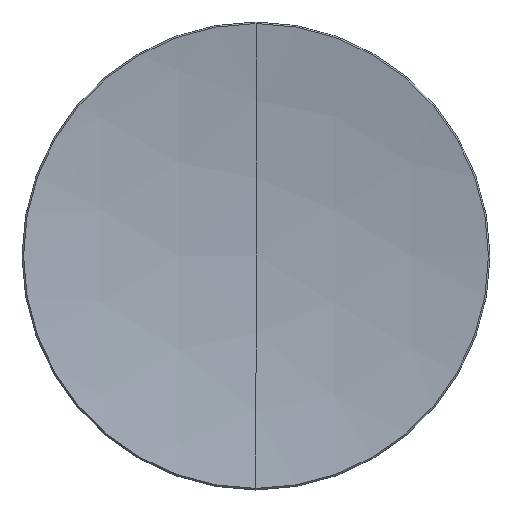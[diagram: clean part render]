
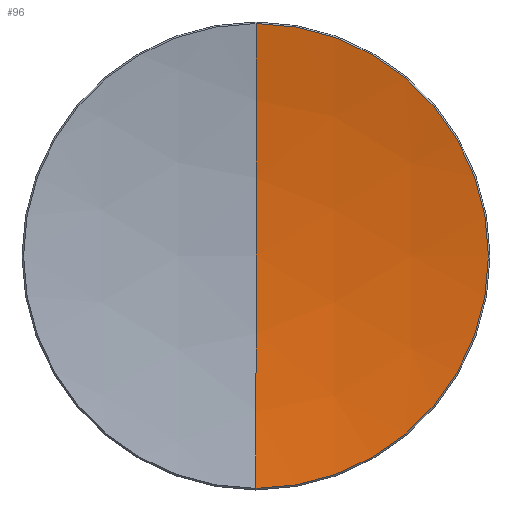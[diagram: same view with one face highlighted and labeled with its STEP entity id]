
A CAD part, top view. The second image highlights one B-rep face of the part: STEP entity #96.
In plain terms, the highlighted spherical face has radius 135.25 mm.
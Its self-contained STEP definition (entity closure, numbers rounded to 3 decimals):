
#1 = CARTESIAN_POINT ( 'NONE',  ( 0., 0., 17.668 ) ) ;
#8 = AXIS2_PLACEMENT_3D ( 'NONE', #49, #52, #179 ) ;
#13 = AXIS2_PLACEMENT_3D ( 'NONE', #167, #271, #205 ) ;
#20 = EDGE_CURVE ( 'NONE', #170, #189, #157, .T. ) ;
#26 = AXIS2_PLACEMENT_3D ( 'NONE', #196, #137, #112 ) ;
#28 = EDGE_CURVE ( 'NONE', #61, #64, #131, .T. ) ;
#30 = CARTESIAN_POINT ( 'NONE',  ( 0., 0., 150.544 ) ) ;
#42 = CARTESIAN_POINT ( 'NONE',  ( 0., 0., 15.294 ) ) ;
#49 = CARTESIAN_POINT ( 'NONE',  ( 0., 0., 17.668 ) ) ;
#52 = DIRECTION ( 'NONE',  ( 0., 0., 1. ) ) ;
#61 = VERTEX_POINT ( 'NONE', #42 ) ;
#64 = VERTEX_POINT ( 'NONE', #146 ) ;
#70 = DIRECTION ( 'NONE',  ( -1., 0., 0. ) ) ;
#86 = ORIENTED_EDGE ( 'NONE', *, *, #28, .F. ) ;
#96 = ADVANCED_FACE ( 'NONE', ( #119 ), #230, .F. ) ;
#112 = DIRECTION ( 'NONE',  ( 0., 0., -1. ) ) ;
#119 = FACE_OUTER_BOUND ( 'NONE', #149, .T. ) ;
#126 = ORIENTED_EDGE ( 'NONE', *, *, #201, .T. ) ;
#131 = CIRCLE ( 'NONE', #26, 135.25 ) ;
#133 = DIRECTION ( 'NONE',  ( 1., 0., 0. ) ) ;
#137 = DIRECTION ( 'NONE',  ( 1., 0., 0. ) ) ;
#140 = EDGE_CURVE ( 'NONE', #189, #64, #259, .T. ) ;
#142 = AXIS2_PLACEMENT_3D ( 'NONE', #1, #194, #133 ) ;
#143 = CARTESIAN_POINT ( 'NONE',  ( 0., -25.232, 17.668 ) ) ;
#144 = CIRCLE ( 'NONE', #13, 135.25 ) ;
#146 = CARTESIAN_POINT ( 'NONE',  ( 0., 25.232, 17.668 ) ) ;
#149 = EDGE_LOOP ( 'NONE', ( #86, #126, #258, #242 ) ) ;
#157 = CIRCLE ( 'NONE', #142, 25.232 ) ;
#167 = CARTESIAN_POINT ( 'NONE',  ( 0., 0., 150.544 ) ) ;
#170 = VERTEX_POINT ( 'NONE', #143 ) ;
#178 = DIRECTION ( 'NONE',  ( 0., 1., 0. ) ) ;
#179 = DIRECTION ( 'NONE',  ( 1., 0., 0. ) ) ;
#189 = VERTEX_POINT ( 'NONE', #256 ) ;
#194 = DIRECTION ( 'NONE',  ( 0., 0., 1. ) ) ;
#196 = CARTESIAN_POINT ( 'NONE',  ( 0., 0., 150.544 ) ) ;
#201 = EDGE_CURVE ( 'NONE', #61, #170, #144, .T. ) ;
#205 = DIRECTION ( 'NONE',  ( 0., -1., 0. ) ) ;
#230 = SPHERICAL_SURFACE ( 'NONE', #279, 135.25 ) ;
#242 = ORIENTED_EDGE ( 'NONE', *, *, #140, .T. ) ;
#256 = CARTESIAN_POINT ( 'NONE',  ( 25.232, 0., 17.668 ) ) ;
#258 = ORIENTED_EDGE ( 'NONE', *, *, #20, .T. ) ;
#259 = CIRCLE ( 'NONE', #8, 25.232 ) ;
#271 = DIRECTION ( 'NONE',  ( -1., 0., 0. ) ) ;
#279 = AXIS2_PLACEMENT_3D ( 'NONE', #30, #70, #178 ) ;
